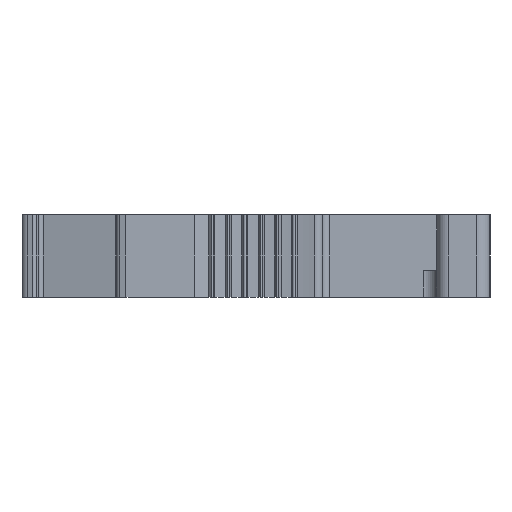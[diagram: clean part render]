
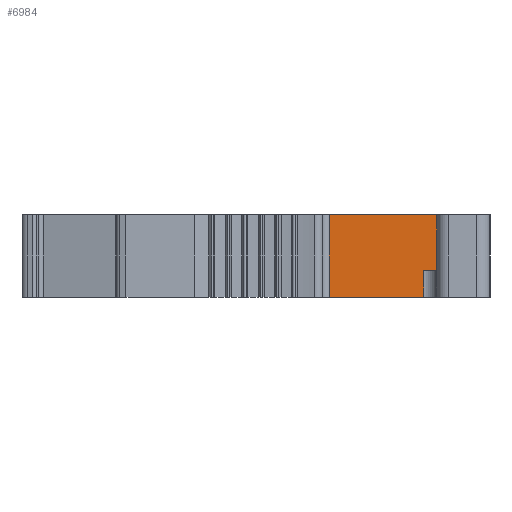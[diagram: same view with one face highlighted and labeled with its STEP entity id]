
A CAD part, left-side view. The second image highlights one B-rep face of the part: STEP entity #6984.
In plain terms, the highlighted planar face has unit normal (-1, 0, 0).
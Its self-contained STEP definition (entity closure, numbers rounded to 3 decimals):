
#199=DIRECTION('',(0.,-1.,0.));
#200=VECTOR('',#199,7.1);
#201=CARTESIAN_POINT('',(-71.816,15.46,0.));
#202=LINE('',#201,#200);
#2689=DIRECTION('',(0.,0.,1.));
#2690=VECTOR('',#2689,2.);
#2691=CARTESIAN_POINT('',(-71.816,8.36,0.));
#2692=LINE('',#2691,#2690);
#2693=DIRECTION('',(0.,-1.,0.));
#2694=VECTOR('',#2693,10.2);
#2695=CARTESIAN_POINT('',(-71.816,15.46,6.2));
#2696=LINE('',#2695,#2694);
#2697=DIRECTION('',(0.,1.,0.));
#2698=VECTOR('',#2697,3.1);
#2699=CARTESIAN_POINT('',(-71.816,5.26,2.));
#2700=LINE('',#2699,#2698);
#2705=DIRECTION('',(0.,0.,1.));
#2706=VECTOR('',#2705,4.2);
#2707=CARTESIAN_POINT('',(-71.816,5.26,2.));
#2708=LINE('',#2707,#2706);
#2729=DIRECTION('',(0.,0.,-1.));
#2730=VECTOR('',#2729,6.2);
#2731=CARTESIAN_POINT('',(-71.816,15.46,6.2));
#2732=LINE('',#2731,#2730);
#3065=CARTESIAN_POINT('',(-71.816,15.46,0.));
#3066=VERTEX_POINT('',#3065);
#3067=CARTESIAN_POINT('',(-71.816,8.36,0.));
#3068=VERTEX_POINT('',#3067);
#3538=CARTESIAN_POINT('',(-71.816,5.26,6.2));
#3539=VERTEX_POINT('',#3538);
#3540=CARTESIAN_POINT('',(-71.816,15.46,6.2));
#3541=VERTEX_POINT('',#3540);
#3900=CARTESIAN_POINT('',(-71.816,8.36,2.));
#3901=VERTEX_POINT('',#3900);
#3902=CARTESIAN_POINT('',(-71.816,5.26,2.));
#3903=VERTEX_POINT('',#3902);
#6969=CARTESIAN_POINT('',(-71.816,15.46,0.));
#6970=DIRECTION('',(-1.,0.,0.));
#6971=DIRECTION('',(0.,-1.,0.));
#6972=AXIS2_PLACEMENT_3D('',#6969,#6970,#6971);
#6973=PLANE('',#6972);
#6974=ORIENTED_EDGE('',*,*,#4518,.T.);
#6976=ORIENTED_EDGE('',*,*,#6975,.F.);
#6977=ORIENTED_EDGE('',*,*,#6940,.T.);
#6978=ORIENTED_EDGE('',*,*,#6964,.F.);
#6979=ORIENTED_EDGE('',*,*,#4001,.F.);
#6981=ORIENTED_EDGE('',*,*,#6980,.F.);
#6982=EDGE_LOOP('',(#6974,#6976,#6977,#6978,#6979,#6981));
#6983=FACE_OUTER_BOUND('',#6982,.F.);
#4001=EDGE_CURVE('',#3066,#3068,#202,.T.);
#4518=EDGE_CURVE('',#3541,#3539,#2696,.T.);
#6940=EDGE_CURVE('',#3903,#3901,#2700,.T.);
#6964=EDGE_CURVE('',#3068,#3901,#2692,.T.);
#6975=EDGE_CURVE('',#3903,#3539,#2708,.T.);
#6980=EDGE_CURVE('',#3541,#3066,#2732,.T.);
#6984=ADVANCED_FACE('',(#6983),#6973,.T.);
